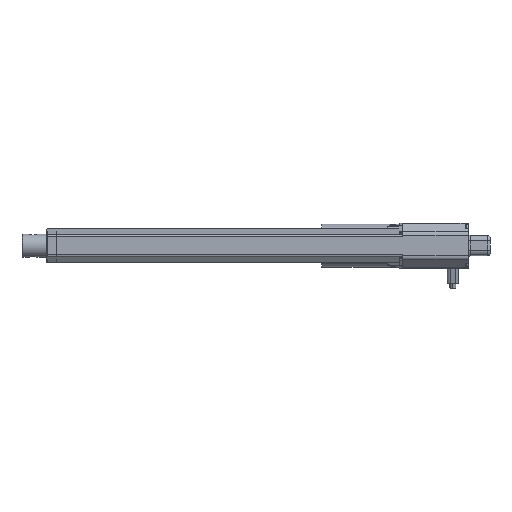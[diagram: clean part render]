
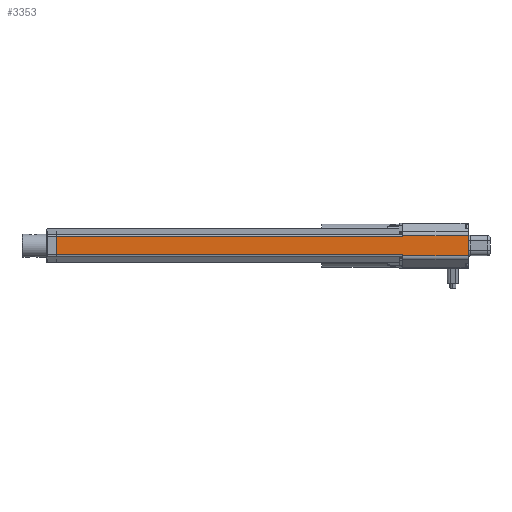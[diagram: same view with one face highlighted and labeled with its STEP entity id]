
A CAD part, left-side view. The second image highlights one B-rep face of the part: STEP entity #3353.
In plain terms, the highlighted planar face has unit normal (-1, 0, 0).
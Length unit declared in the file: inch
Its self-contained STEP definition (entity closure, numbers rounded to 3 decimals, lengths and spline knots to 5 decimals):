
#69 = CARTESIAN_POINT ( 'NONE',  ( 0., 2.28, -0.35 ) ) ;
#116 = VERTEX_POINT ( 'NONE', #3881 ) ;
#205 = VECTOR ( 'NONE', #10664, 39.37008 ) ;
#431 = EDGE_CURVE ( 'NONE', #116, #2488, #2945, .T. ) ;
#583 = CARTESIAN_POINT ( 'NONE',  ( 0., 14.28, -1.09992 ) ) ;
#1039 = ORIENTED_EDGE ( 'NONE', *, *, #2505, .F. ) ;
#1188 = VECTOR ( 'NONE', #4298, 39.37008 ) ;
#1368 = DIRECTION ( 'NONE',  ( 0., -1., 0. ) ) ;
#1441 = LINE ( 'NONE', #4731, #8550 ) ;
#1725 = DIRECTION ( 'NONE',  ( 0., 0., 1. ) ) ;
#1893 = DIRECTION ( 'NONE',  ( 1., 0., 0. ) ) ;
#1948 = ORIENTED_EDGE ( 'NONE', *, *, #8938, .F. ) ;
#1955 = VERTEX_POINT ( 'NONE', #11838 ) ;
#2037 = ORIENTED_EDGE ( 'NONE', *, *, #431, .T. ) ;
#2384 = DIRECTION ( 'NONE',  ( 0., 1., 0. ) ) ;
#2488 = VERTEX_POINT ( 'NONE', #2641 ) ;
#2505 = EDGE_CURVE ( 'NONE', #5953, #5393, #6530, .T. ) ;
#2641 = CARTESIAN_POINT ( 'NONE',  ( 0., 2.28, -1.09992 ) ) ;
#2699 = EDGE_CURVE ( 'NONE', #1955, #8852, #3102, .T. ) ;
#2836 = DIRECTION ( 'NONE',  ( 0., 0., 1. ) ) ;
#2857 = EDGE_CURVE ( 'NONE', #8852, #5393, #3552, .T. ) ;
#2926 = FACE_OUTER_BOUND ( 'NONE', #3800, .T. ) ;
#2945 = LINE ( 'NONE', #5009, #205 ) ;
#3102 = LINE ( 'NONE', #11458, #5663 ) ;
#3353 = ADVANCED_FACE ( 'NONE', ( #2926 ), #5581, .F. ) ;
#3552 = LINE ( 'NONE', #9766, #8216 ) ;
#3645 = CARTESIAN_POINT ( 'NONE',  ( 0., 2.28, -0.35 ) ) ;
#3800 = EDGE_LOOP ( 'NONE', ( #7299, #8635, #1039, #3943, #6338, #2037, #1948, #9272 ) ) ;
#3881 = CARTESIAN_POINT ( 'NONE',  ( 0., 14.28, -1.09992 ) ) ;
#3943 = ORIENTED_EDGE ( 'NONE', *, *, #6333, .F. ) ;
#4247 = VECTOR ( 'NONE', #1368, 39.37008 ) ;
#4298 = DIRECTION ( 'NONE',  ( 0., 0., 1. ) ) ;
#4635 = CARTESIAN_POINT ( 'NONE',  ( 0., 0., -0.43284 ) ) ;
#4731 = CARTESIAN_POINT ( 'NONE',  ( 0., 2.28, -1.12716 ) ) ;
#5009 = CARTESIAN_POINT ( 'NONE',  ( 0., 14.28, -1.09992 ) ) ;
#5173 = DIRECTION ( 'NONE',  ( 0., 0., 1. ) ) ;
#5393 = VERTEX_POINT ( 'NONE', #11810 ) ;
#5550 = AXIS2_PLACEMENT_3D ( 'NONE', #7510, #1893, #8406 ) ;
#5581 = PLANE ( 'NONE',  #5550 ) ;
#5663 = VECTOR ( 'NONE', #5173, 39.37008 ) ;
#5940 = VERTEX_POINT ( 'NONE', #6059 ) ;
#5953 = VERTEX_POINT ( 'NONE', #11405 ) ;
#6059 = CARTESIAN_POINT ( 'NONE',  ( 0., 14.28, -0.4638 ) ) ;
#6333 = EDGE_CURVE ( 'NONE', #5940, #5953, #9120, .T. ) ;
#6338 = ORIENTED_EDGE ( 'NONE', *, *, #7423, .F. ) ;
#6530 = LINE ( 'NONE', #3645, #11265 ) ;
#6984 = CARTESIAN_POINT ( 'NONE',  ( 0., 14.28, -0.4638 ) ) ;
#7299 = ORIENTED_EDGE ( 'NONE', *, *, #2699, .T. ) ;
#7423 = EDGE_CURVE ( 'NONE', #116, #5940, #10941, .T. ) ;
#7510 = CARTESIAN_POINT ( 'NONE',  ( 0., 2.28, -0.35 ) ) ;
#8170 = VECTOR ( 'NONE', #2836, 39.37008 ) ;
#8216 = VECTOR ( 'NONE', #2384, 39.37008 ) ;
#8406 = DIRECTION ( 'NONE',  ( 0., 0., -1. ) ) ;
#8550 = VECTOR ( 'NONE', #11047, 39.37008 ) ;
#8635 = ORIENTED_EDGE ( 'NONE', *, *, #2857, .T. ) ;
#8852 = VERTEX_POINT ( 'NONE', #4635 ) ;
#8938 = EDGE_CURVE ( 'NONE', #10662, #2488, #10509, .T. ) ;
#9120 = LINE ( 'NONE', #6984, #4247 ) ;
#9272 = ORIENTED_EDGE ( 'NONE', *, *, #10867, .T. ) ;
#9766 = CARTESIAN_POINT ( 'NONE',  ( 0., 2.28, -0.43284 ) ) ;
#10509 = LINE ( 'NONE', #69, #8170 ) ;
#10662 = VERTEX_POINT ( 'NONE', #10860 ) ;
#10664 = DIRECTION ( 'NONE',  ( 0., -1., 0. ) ) ;
#10860 = CARTESIAN_POINT ( 'NONE',  ( 0., 2.28, -1.12716 ) ) ;
#10867 = EDGE_CURVE ( 'NONE', #10662, #1955, #1441, .T. ) ;
#10941 = LINE ( 'NONE', #583, #1188 ) ;
#11047 = DIRECTION ( 'NONE',  ( 0., -1., 0. ) ) ;
#11265 = VECTOR ( 'NONE', #1725, 39.37008 ) ;
#11405 = CARTESIAN_POINT ( 'NONE',  ( 0., 2.28, -0.4638 ) ) ;
#11458 = CARTESIAN_POINT ( 'NONE',  ( 0., 0., -0.35 ) ) ;
#11810 = CARTESIAN_POINT ( 'NONE',  ( 0., 2.28, -0.43284 ) ) ;
#11838 = CARTESIAN_POINT ( 'NONE',  ( 0., 0., -1.12716 ) ) ;
